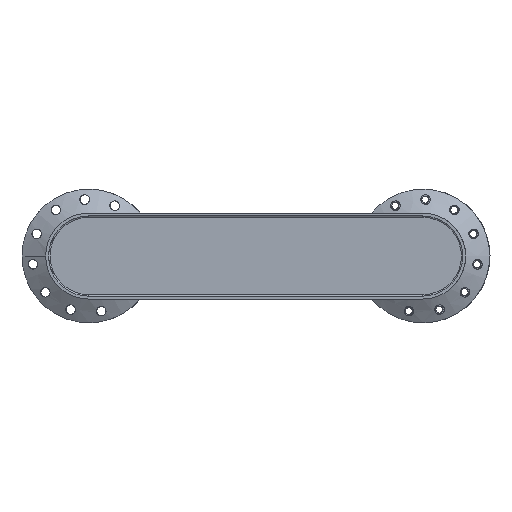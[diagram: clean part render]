
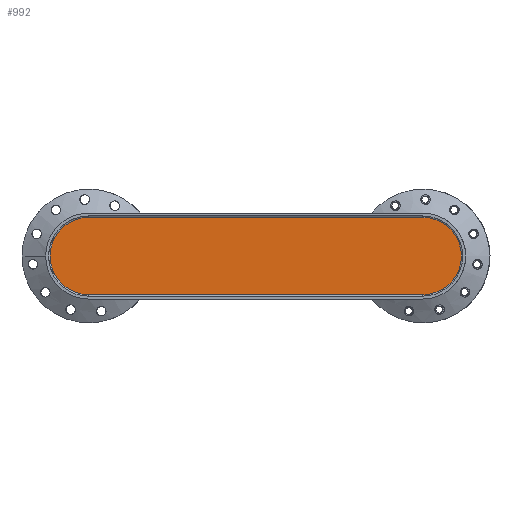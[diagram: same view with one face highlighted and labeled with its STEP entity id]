
A CAD part, top view. The second image highlights one B-rep face of the part: STEP entity #992.
In plain terms, the highlighted planar face has unit normal (-0.01, -0.003, 1).
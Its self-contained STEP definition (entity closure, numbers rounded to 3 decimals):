
#112 = EDGE_CURVE ( 'NONE', #4038, #2895, #1393, .T. ) ;
#283 = DIRECTION ( 'NONE',  ( -1., 0., -0.01 ) ) ;
#285 = EDGE_CURVE ( 'NONE', #2870, #4038, #3290, .T. ) ;
#452 = CARTESIAN_POINT ( 'NONE',  ( -21.28, -40.908, 135.563 ) ) ;
#488 = ORIENTED_EDGE ( 'NONE', *, *, #112, .T. ) ;
#592 = FACE_OUTER_BOUND ( 'NONE', #2494, .T. ) ;
#714 = ORIENTED_EDGE ( 'NONE', *, *, #285, .T. ) ;
#757 = ORIENTED_EDGE ( 'NONE', *, *, #1173, .T. ) ;
#982 = CARTESIAN_POINT ( 'NONE',  ( -21.28, 40.092, 135.807 ) ) ;
#992 = ADVANCED_FACE ( 'NONE', ( #592 ), #1738, .T. ) ;
#1173 = EDGE_CURVE ( 'NONE', #2895, #2818, #2236, .T. ) ;
#1178 = AXIS2_PLACEMENT_3D ( 'NONE', #2429, #2869, #3180 ) ;
#1392 = CARTESIAN_POINT ( 'NONE',  ( -21.28, -0.408, 135.685 ) ) ;
#1393 = LINE ( 'NONE', #982, #2989 ) ;
#1408 = CARTESIAN_POINT ( 'NONE',  ( 369.185, -0.419, 139.472 ) ) ;
#1489 = AXIS2_PLACEMENT_3D ( 'NONE', #4434, #2101, #3583 ) ;
#1712 = DIRECTION ( 'NONE',  ( 1., 0., 0.01 ) ) ;
#1738 = PLANE ( 'NONE',  #3071 ) ;
#2038 = CIRCLE ( 'NONE', #1178, 40.5 ) ;
#2086 = CARTESIAN_POINT ( 'NONE',  ( -21.28, -40.908, 135.563 ) ) ;
#2101 = DIRECTION ( 'NONE',  ( -0.01, -0.003, 1. ) ) ;
#2236 = CIRCLE ( 'NONE', #4249, 40.5 ) ;
#2354 = ORIENTED_EDGE ( 'NONE', *, *, #3070, .T. ) ;
#2397 = CARTESIAN_POINT ( 'NONE',  ( 328.687, -40.918, 138.957 ) ) ;
#2429 = CARTESIAN_POINT ( 'NONE',  ( 328.687, -0.419, 139.079 ) ) ;
#2494 = EDGE_LOOP ( 'NONE', ( #4635, #714, #488, #757, #2354 ) ) ;
#2818 = VERTEX_POINT ( 'NONE', #452 ) ;
#2869 = DIRECTION ( 'NONE',  ( -0.01, -0.003, 1. ) ) ;
#2870 = VERTEX_POINT ( 'NONE', #1408 ) ;
#2895 = VERTEX_POINT ( 'NONE', #3542 ) ;
#2989 = VECTOR ( 'NONE', #283, 1000. ) ;
#3028 = DIRECTION ( 'NONE',  ( -0.01, -0.003, 1. ) ) ;
#3070 = EDGE_CURVE ( 'NONE', #2818, #3828, #3255, .T. ) ;
#3071 = AXIS2_PLACEMENT_3D ( 'NONE', #1392, #3994, #1712 ) ;
#3180 = DIRECTION ( 'NONE',  ( 1., 0., 0.01 ) ) ;
#3255 = LINE ( 'NONE', #2086, #3840 ) ;
#3290 = CIRCLE ( 'NONE', #1489, 40.5 ) ;
#3302 = EDGE_CURVE ( 'NONE', #3828, #2870, #2038, .T. ) ;
#3392 = CARTESIAN_POINT ( 'NONE',  ( -21.28, -0.408, 135.685 ) ) ;
#3542 = CARTESIAN_POINT ( 'NONE',  ( -21.28, 40.092, 135.807 ) ) ;
#3583 = DIRECTION ( 'NONE',  ( 1., 0., 0.01 ) ) ;
#3749 = DIRECTION ( 'NONE',  ( 1., 0., 0.01 ) ) ;
#3828 = VERTEX_POINT ( 'NONE', #2397 ) ;
#3840 = VECTOR ( 'NONE', #4756, 1000. ) ;
#3994 = DIRECTION ( 'NONE',  ( -0.01, -0.003, 1. ) ) ;
#4038 = VERTEX_POINT ( 'NONE', #4661 ) ;
#4249 = AXIS2_PLACEMENT_3D ( 'NONE', #3392, #3028, #3749 ) ;
#4434 = CARTESIAN_POINT ( 'NONE',  ( 328.687, -0.419, 139.079 ) ) ;
#4635 = ORIENTED_EDGE ( 'NONE', *, *, #3302, .T. ) ;
#4661 = CARTESIAN_POINT ( 'NONE',  ( 328.687, 40.081, 139.201 ) ) ;
#4756 = DIRECTION ( 'NONE',  ( 1., 0., 0.01 ) ) ;
